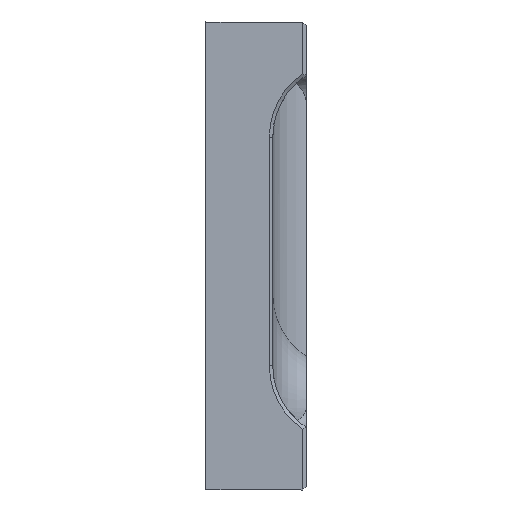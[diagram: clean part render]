
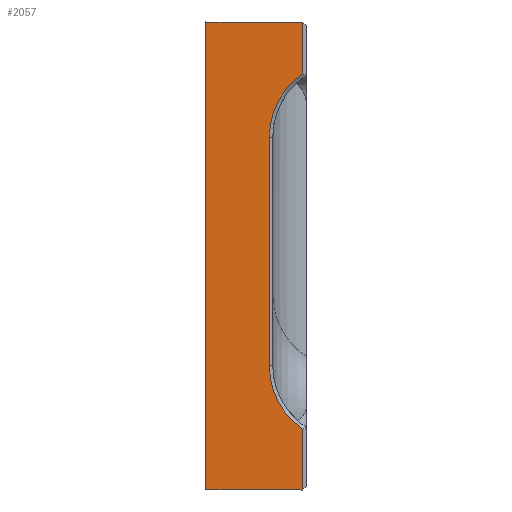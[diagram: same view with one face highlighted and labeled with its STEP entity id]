
A CAD part, left-side view. The second image highlights one B-rep face of the part: STEP entity #2057.
In plain terms, the highlighted planar face has unit normal (-1, 0, 0).
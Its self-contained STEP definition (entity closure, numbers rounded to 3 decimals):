
#126=FACE_OUTER_BOUND('',#261,.T.);
#261=EDGE_LOOP('',(#1588,#1589,#1590,#1591,#1592,#1593,#1594,#1595));
#354=LINE('',#3000,#577);
#423=LINE('',#3218,#646);
#464=LINE('',#3339,#687);
#466=LINE('',#3350,#689);
#468=LINE('',#3360,#691);
#469=LINE('',#3362,#692);
#577=VECTOR('',#2389,10.);
#646=VECTOR('',#2522,10.);
#687=VECTOR('',#2639,10.);
#689=VECTOR('',#2649,10.);
#691=VECTOR('',#2659,10.);
#692=VECTOR('',#2662,10.);
#842=CIRCLE('',#2243,11.5);
#845=CIRCLE('',#2248,11.5);
#874=VERTEX_POINT('',#2998);
#875=VERTEX_POINT('',#2999);
#971=VERTEX_POINT('',#3215);
#993=VERTEX_POINT('',#3336);
#994=VERTEX_POINT('',#3338);
#995=VERTEX_POINT('',#3344);
#996=VERTEX_POINT('',#3349);
#997=VERTEX_POINT('',#3354);
#1054=EDGE_CURVE('',#874,#875,#354,.F.);
#1154=EDGE_CURVE('',#875,#971,#423,.T.);
#1207=EDGE_CURVE('',#993,#994,#464,.T.);
#1209=EDGE_CURVE('',#994,#995,#842,.T.);
#1212=EDGE_CURVE('',#995,#996,#466,.T.);
#1215=EDGE_CURVE('',#996,#997,#845,.T.);
#1217=EDGE_CURVE('',#997,#971,#468,.T.);
#1218=EDGE_CURVE('',#993,#874,#469,.T.);
#1588=ORIENTED_EDGE('',*,*,#1212,.F.);
#1589=ORIENTED_EDGE('',*,*,#1209,.F.);
#1590=ORIENTED_EDGE('',*,*,#1207,.F.);
#1591=ORIENTED_EDGE('',*,*,#1218,.T.);
#1592=ORIENTED_EDGE('',*,*,#1054,.T.);
#1593=ORIENTED_EDGE('',*,*,#1154,.T.);
#1594=ORIENTED_EDGE('',*,*,#1217,.F.);
#1595=ORIENTED_EDGE('',*,*,#1215,.F.);
#1962=PLANE('',#2250);
#2057=ADVANCED_FACE('',(#126),#1962,.T.);
#2243=AXIS2_PLACEMENT_3D('',#3345,#2642,#2643);
#2248=AXIS2_PLACEMENT_3D('',#3355,#2655,#2656);
#2250=AXIS2_PLACEMENT_3D('',#3361,#2660,#2661);
#2389=DIRECTION('',(0.,0.,1.));
#2522=DIRECTION('',(0.,-1.,0.));
#2639=DIRECTION('',(0.,0.,-1.));
#2642=DIRECTION('center_axis',(-1.,0.,0.));
#2643=DIRECTION('ref_axis',(0.,0.545,0.838));
#2649=DIRECTION('',(0.,0.,-1.));
#2655=DIRECTION('center_axis',(-1.,0.,0.));
#2656=DIRECTION('ref_axis',(0.,0.545,-0.838));
#2659=DIRECTION('',(0.,0.,-1.));
#2660=DIRECTION('center_axis',(-1.,0.,0.));
#2661=DIRECTION('ref_axis',(0.,0.,
1.));
#2662=DIRECTION('',(0.,1.,0.));
#2998=CARTESIAN_POINT('',(0.2,-185.,53.));
#2999=CARTESIAN_POINT('',(0.2,-185.,-17.));
#3000=CARTESIAN_POINT('',(0.2,-185.,21.5));
#3215=CARTESIAN_POINT('',(0.2,-199.5,-17.));
#3218=CARTESIAN_POINT('',(0.2,-188.75,-17.));
#3336=CARTESIAN_POINT('',(0.2,-199.5,53.));
#3338=CARTESIAN_POINT('',(0.2,-199.5,45.267));
#3339=CARTESIAN_POINT('',(0.2,-199.5,21.5));
#3344=CARTESIAN_POINT('',(0.2,-194.5,35.78));
#3345=CARTESIAN_POINT('Origin',(0.2,-206.,35.78));
#3349=CARTESIAN_POINT('',(0.2,-194.5,1.583));
#3350=CARTESIAN_POINT('',(0.2,-194.5,18.341));
#3354=CARTESIAN_POINT('',(0.2,-199.5,-7.903));
#3355=CARTESIAN_POINT('Origin',(0.2,-206.,1.583));
#3360=CARTESIAN_POINT('',(0.2,-199.5,21.5));
#3361=CARTESIAN_POINT('Origin',(0.2,-192.5,18.));
#3362=CARTESIAN_POINT('',(0.2,-188.75,53.));
